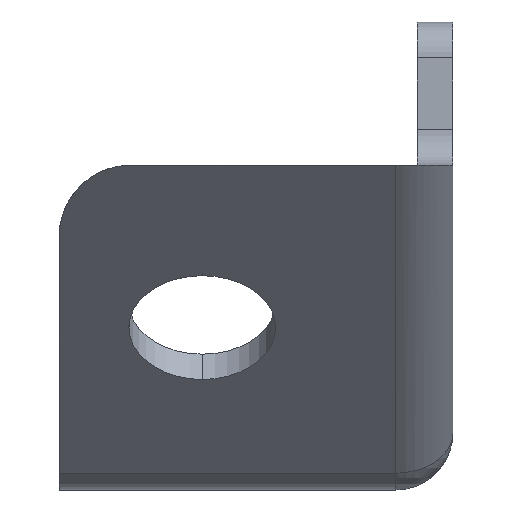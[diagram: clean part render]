
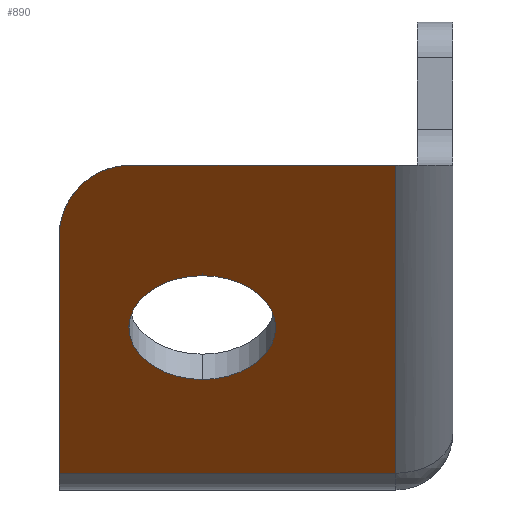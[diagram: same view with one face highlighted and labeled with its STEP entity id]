
A CAD part, left-side view. The second image highlights one B-rep face of the part: STEP entity #890.
In plain terms, the highlighted planar face has unit normal (-0.707, 0, -0.707).
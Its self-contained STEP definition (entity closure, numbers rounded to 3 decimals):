
#45 = VECTOR ( 'NONE', #230, 1000. ) ;
#62 = ORIENTED_EDGE ( 'NONE', *, *, #1659, .F. ) ;
#75 = CARTESIAN_POINT ( 'NONE',  ( -14.142, 55., 0. ) ) ;
#91 = LINE ( 'NONE', #75, #127 ) ;
#92 = FACE_BOUND ( 'NONE', #1748, .T. ) ;
#101 = VECTOR ( 'NONE', #1253, 1000. ) ;
#111 = DIRECTION ( 'NONE',  ( -0.707, 0., 0.707 ) ) ;
#127 = VECTOR ( 'NONE', #111, 1000. ) ;
#148 = FACE_OUTER_BOUND ( 'NONE', #865, .T. ) ;
#149 = EDGE_CURVE ( 'NONE', #1398, #896, #1290, .T. ) ;
#185 = DIRECTION ( 'NONE',  ( -0.707, 0., 0.707 ) ) ;
#230 = DIRECTION ( 'NONE',  ( 0., -1., 0. ) ) ;
#246 = CARTESIAN_POINT ( 'NONE',  ( -14.142, 50.858, 0. ) ) ;
#267 = CARTESIAN_POINT ( 'NONE',  ( -7.071, 5., -7.071 ) ) ;
#278 = DIRECTION ( 'NONE',  ( 0.707, 0., 0.707 ) ) ;
#292 = LINE ( 'NONE', #1251, #1155 ) ;
#315 = ORIENTED_EDGE ( 'NONE', *, *, #1166, .F. ) ;
#316 = CARTESIAN_POINT ( 'NONE',  ( 28.87, 55., -43.012 ) ) ;
#347 = AXIS2_PLACEMENT_3D ( 'NONE', #1117, #565, #185 ) ;
#357 = CARTESIAN_POINT ( 'NONE',  ( -4.142, 55., -10. ) ) ;
#390 = CARTESIAN_POINT ( 'NONE',  ( 15.783, 35., -29.926 ) ) ;
#419 = DIRECTION ( 'NONE',  ( 0.707, 0., -0.707 ) ) ;
#497 = VERTEX_POINT ( 'NONE', #1257 ) ;
#531 = CARTESIAN_POINT ( 'NONE',  ( 1.288, 35., -15.43 ) ) ;
#565 = DIRECTION ( 'NONE',  ( -0.707, 0., -0.707 ) ) ;
#594 = VERTEX_POINT ( 'NONE', #633 ) ;
#633 = CARTESIAN_POINT ( 'NONE',  ( 28.87, 8., -43.012 ) ) ;
#663 =( BOUNDED_CURVE ( )  B_SPLINE_CURVE ( 3, ( #1718, #246, #1331, #357 ),
 .UNSPECIFIED., .F., .F. ) 
 B_SPLINE_CURVE_WITH_KNOTS ( ( 4, 4 ),
 ( 0., 1.571 ),
 .UNSPECIFIED. ) 
 CURVE ( )  GEOMETRIC_REPRESENTATION_ITEM ( )  RATIONAL_B_SPLINE_CURVE ( ( 1., 0.805, 0.805, 1. ) ) 
 REPRESENTATION_ITEM ( '' )  );
#827 = VERTEX_POINT ( 'NONE', #924 ) ;
#858 = DIRECTION ( 'NONE',  ( -0.707, 0., 0.707 ) ) ;
#865 = EDGE_LOOP ( 'NONE', ( #62, #1065, #315, #961, #1334 ) ) ;
#874 = EDGE_CURVE ( 'NONE', #827, #1456, #663, .T. ) ;
#890 = ADVANCED_FACE ( 'NONE', ( #92, #148 ), #1099, .F. ) ;
#891 = CARTESIAN_POINT ( 'NONE',  ( -14.142, 5., 0. ) ) ;
#896 = VERTEX_POINT ( 'NONE', #390 ) ;
#905 = LINE ( 'NONE', #891, #45 ) ;
#924 = CARTESIAN_POINT ( 'NONE',  ( -14.142, 45., 0. ) ) ;
#941 = EDGE_CURVE ( 'NONE', #594, #497, #1222, .T. ) ;
#961 = ORIENTED_EDGE ( 'NONE', *, *, #1450, .T. ) ;
#1005 = VERTEX_POINT ( 'NONE', #316 ) ;
#1040 = AXIS2_PLACEMENT_3D ( 'NONE', #1131, #1417, #858 ) ;
#1065 = ORIENTED_EDGE ( 'NONE', *, *, #874, .T. ) ;
#1099 = PLANE ( 'NONE',  #1686 ) ;
#1112 = DIRECTION ( 'NONE',  ( 0., -1., 0. ) ) ;
#1117 = CARTESIAN_POINT ( 'NONE',  ( 8.536, 35., -22.678 ) ) ;
#1131 = CARTESIAN_POINT ( 'NONE',  ( 8.536, 35., -22.678 ) ) ;
#1155 = VECTOR ( 'NONE', #1112, 1000. ) ;
#1166 = EDGE_CURVE ( 'NONE', #1005, #1456, #91, .T. ) ;
#1171 = ORIENTED_EDGE ( 'NONE', *, *, #1502, .F. ) ;
#1222 = LINE ( 'NONE', #1517, #101 ) ;
#1251 = CARTESIAN_POINT ( 'NONE',  ( 28.87, 5., -43.012 ) ) ;
#1253 = DIRECTION ( 'NONE',  ( -0.707, 0., 0.707 ) ) ;
#1257 = CARTESIAN_POINT ( 'NONE',  ( -14.142, 8., 0. ) ) ;
#1290 = CIRCLE ( 'NONE', #347, 10.25 ) ;
#1331 = CARTESIAN_POINT ( 'NONE',  ( -10., 55., -4.142 ) ) ;
#1334 = ORIENTED_EDGE ( 'NONE', *, *, #941, .T. ) ;
#1356 = ORIENTED_EDGE ( 'NONE', *, *, #149, .F. ) ;
#1398 = VERTEX_POINT ( 'NONE', #531 ) ;
#1417 = DIRECTION ( 'NONE',  ( -0.707, 0., -0.707 ) ) ;
#1450 = EDGE_CURVE ( 'NONE', #1005, #594, #292, .T. ) ;
#1456 = VERTEX_POINT ( 'NONE', #1538 ) ;
#1502 = EDGE_CURVE ( 'NONE', #896, #1398, #1549, .T. ) ;
#1517 = CARTESIAN_POINT ( 'NONE',  ( -7.071, 8., -7.071 ) ) ;
#1538 = CARTESIAN_POINT ( 'NONE',  ( -4.142, 55., -10. ) ) ;
#1549 = CIRCLE ( 'NONE', #1040, 10.25 ) ;
#1659 = EDGE_CURVE ( 'NONE', #827, #497, #905, .T. ) ;
#1686 = AXIS2_PLACEMENT_3D ( 'NONE', #267, #278, #419 ) ;
#1718 = CARTESIAN_POINT ( 'NONE',  ( -14.142, 45., 0. ) ) ;
#1748 = EDGE_LOOP ( 'NONE', ( #1356, #1171 ) ) ;
